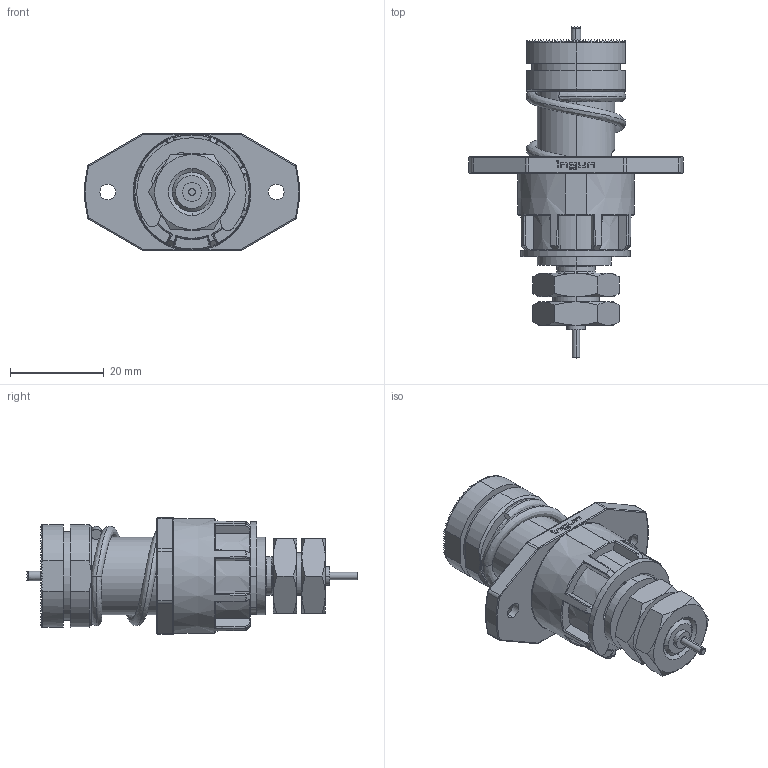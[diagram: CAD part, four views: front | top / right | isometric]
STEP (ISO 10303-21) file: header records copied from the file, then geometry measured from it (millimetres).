
FILE_DESCRIPTION (( 'STEP AP203' ), '1' );
FILE_NAME ('INGUN_BCP-696_360_2200_A_xx04-54.STEP', '2025-10-28T10:00:51', ( '' ), ( '' ), 'SwSTEP 2.0', 'SolidWorks 2023', '' );
FILE_SCHEMA (( 'CONFIG_CONTROL_DESIGN' ));
Products named in the file (1): INGUN_BCP-696_360_2200_A_xx04-54
Bounding box: 45.95 x 71 x 25 mm (x, y, z)
Volume: 19316 mm3; surface area: 11283.6 mm2
Topology: 3 solids, 3 shells, 4725 faces, 7854 edges, 3147 vertices
Faces by surface type: plane 4357, bspline 156, cylinder 128, cone 84
Entity records: 103619 total; most frequent: CARTESIAN_POINT 22089, DIRECTION 16720, ORIENTED_EDGE 15708, EDGE_CURVE 7854, LINE 6688, VECTOR 6688, AXIS2_PLACEMENT_3D 5016, EDGE_LOOP 4753
